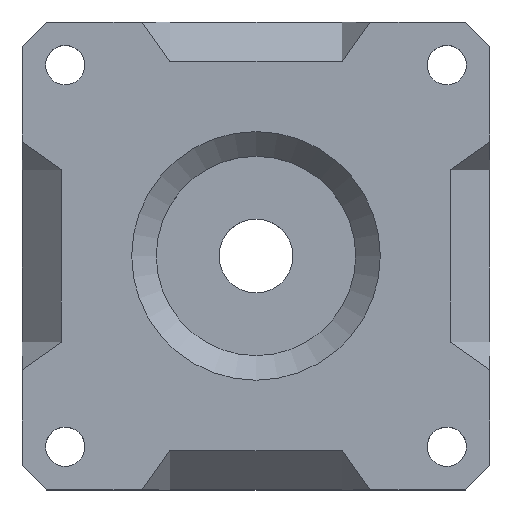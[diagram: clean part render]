
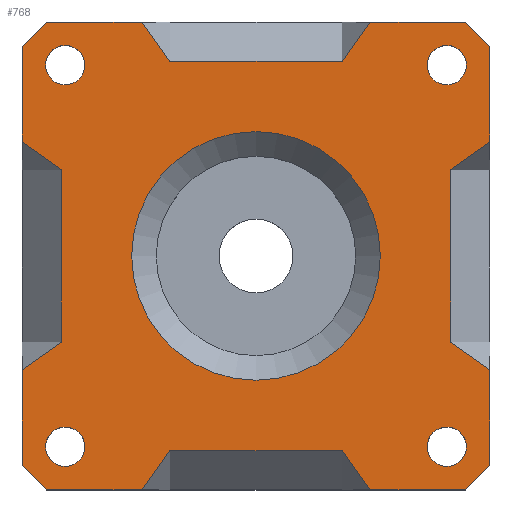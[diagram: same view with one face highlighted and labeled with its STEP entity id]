
A CAD part, top view. The second image highlights one B-rep face of the part: STEP entity #768.
In plain terms, the highlighted planar face has unit normal (0, 0, 1).
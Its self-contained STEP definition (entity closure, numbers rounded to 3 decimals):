
#26=FACE_BOUND('',#136,.T.);
#27=FACE_BOUND('',#137,.T.);
#28=FACE_BOUND('',#138,.T.);
#29=FACE_BOUND('',#139,.T.);
#30=FACE_BOUND('',#140,.T.);
#45=PLANE('',#842);
#87=FACE_OUTER_BOUND('',#135,.T.);
#135=EDGE_LOOP('',(#639,#640,#641,#642,#643,#644,#645,#646,#647,#648,#649,
#650,#651,#652,#653,#654,#655,#656,#657,#658,#659,#660,#661,#662));
#136=EDGE_LOOP('',(#663));
#137=EDGE_LOOP('',(#664));
#138=EDGE_LOOP('',(#665));
#139=EDGE_LOOP('',(#666));
#140=EDGE_LOOP('',(#667));
#195=LINE('',#1178,#283);
#198=LINE('',#1184,#286);
#202=LINE('',#1191,#290);
#204=LINE('',#1195,#292);
#206=LINE('',#1200,#294);
#210=LINE('',#1207,#298);
#212=LINE('',#1217,#300);
#213=LINE('',#1219,#301);
#214=LINE('',#1221,#302);
#215=LINE('',#1223,#303);
#216=LINE('',#1225,#304);
#217=LINE('',#1226,#305);
#218=LINE('',#1228,#306);
#219=LINE('',#1230,#307);
#220=LINE('',#1231,#308);
#221=LINE('',#1233,#309);
#222=LINE('',#1235,#310);
#223=LINE('',#1236,#311);
#224=LINE('',#1238,#312);
#225=LINE('',#1240,#313);
#226=LINE('',#1242,#314);
#227=LINE('',#1244,#315);
#228=LINE('',#1246,#316);
#229=LINE('',#1247,#317);
#283=VECTOR('',#969,10.);
#286=VECTOR('',#974,10.);
#290=VECTOR('',#978,10.);
#292=VECTOR('',#982,10.);
#294=VECTOR('',#986,10.);
#298=VECTOR('',#990,10.);
#300=VECTOR('',#1000,10.);
#301=VECTOR('',#1001,10.);
#302=VECTOR('',#1002,10.);
#303=VECTOR('',#1003,10.);
#304=VECTOR('',#1004,10.);
#305=VECTOR('',#1005,10.);
#306=VECTOR('',#1006,10.);
#307=VECTOR('',#1007,10.);
#308=VECTOR('',#1008,10.);
#309=VECTOR('',#1009,10.);
#310=VECTOR('',#1010,10.);
#311=VECTOR('',#1011,10.);
#312=VECTOR('',#1012,10.);
#313=VECTOR('',#1013,10.);
#314=VECTOR('',#1014,10.);
#315=VECTOR('',#1015,10.);
#316=VECTOR('',#1016,10.);
#317=VECTOR('',#1017,10.);
#342=CIRCLE('',#810,1.6);
#344=CIRCLE('',#814,1.6);
#346=CIRCLE('',#818,1.6);
#350=CIRCLE('',#826,1.6);
#351=CIRCLE('',#840,10.1);
#368=VERTEX_POINT('',#1107);
#370=VERTEX_POINT('',#1115);
#372=VERTEX_POINT('',#1123);
#376=VERTEX_POINT('',#1139);
#385=VERTEX_POINT('',#1175);
#386=VERTEX_POINT('',#1177);
#387=VERTEX_POINT('',#1181);
#388=VERTEX_POINT('',#1183);
#391=VERTEX_POINT('',#1189);
#392=VERTEX_POINT('',#1193);
#393=VERTEX_POINT('',#1197);
#394=VERTEX_POINT('',#1199);
#397=VERTEX_POINT('',#1205);
#398=VERTEX_POINT('',#1209);
#400=VERTEX_POINT('',#1215);
#401=VERTEX_POINT('',#1216);
#402=VERTEX_POINT('',#1218);
#403=VERTEX_POINT('',#1220);
#404=VERTEX_POINT('',#1222);
#405=VERTEX_POINT('',#1224);
#406=VERTEX_POINT('',#1227);
#407=VERTEX_POINT('',#1229);
#408=VERTEX_POINT('',#1232);
#409=VERTEX_POINT('',#1234);
#410=VERTEX_POINT('',#1237);
#411=VERTEX_POINT('',#1239);
#412=VERTEX_POINT('',#1241);
#413=VERTEX_POINT('',#1243);
#414=VERTEX_POINT('',#1245);
#435=EDGE_CURVE('',#368,#368,#342,.T.);
#439=EDGE_CURVE('',#370,#370,#344,.T.);
#443=EDGE_CURVE('',#372,#372,#346,.T.);
#451=EDGE_CURVE('',#376,#376,#350,.T.);
#470=EDGE_CURVE('',#385,#386,#195,.T.);
#473=EDGE_CURVE('',#388,#387,#198,.T.);
#477=EDGE_CURVE('',#385,#391,#202,.T.);
#479=EDGE_CURVE('',#392,#387,#204,.T.);
#481=EDGE_CURVE('',#394,#393,#206,.T.);
#485=EDGE_CURVE('',#392,#397,#210,.T.);
#486=EDGE_CURVE('',#398,#398,#351,.T.);
#489=EDGE_CURVE('',#400,#401,#212,.T.);
#490=EDGE_CURVE('',#400,#402,#213,.T.);
#491=EDGE_CURVE('',#402,#403,#214,.T.);
#492=EDGE_CURVE('',#403,#404,#215,.T.);
#493=EDGE_CURVE('',#404,#405,#216,.T.);
#494=EDGE_CURVE('',#405,#386,#217,.T.);
#495=EDGE_CURVE('',#391,#406,#218,.T.);
#496=EDGE_CURVE('',#406,#407,#219,.T.);
#497=EDGE_CURVE('',#407,#388,#220,.T.);
#498=EDGE_CURVE('',#397,#408,#221,.T.);
#499=EDGE_CURVE('',#408,#409,#222,.T.);
#500=EDGE_CURVE('',#409,#394,#223,.T.);
#501=EDGE_CURVE('',#410,#393,#224,.T.);
#502=EDGE_CURVE('',#410,#411,#225,.T.);
#503=EDGE_CURVE('',#411,#412,#226,.T.);
#504=EDGE_CURVE('',#412,#413,#227,.T.);
#505=EDGE_CURVE('',#413,#414,#228,.T.);
#506=EDGE_CURVE('',#414,#401,#229,.T.);
#639=ORIENTED_EDGE('',*,*,#489,.F.);
#640=ORIENTED_EDGE('',*,*,#490,.T.);
#641=ORIENTED_EDGE('',*,*,#491,.T.);
#642=ORIENTED_EDGE('',*,*,#492,.T.);
#643=ORIENTED_EDGE('',*,*,#493,.T.);
#644=ORIENTED_EDGE('',*,*,#494,.T.);
#645=ORIENTED_EDGE('',*,*,#470,.F.);
#646=ORIENTED_EDGE('',*,*,#477,.T.);
#647=ORIENTED_EDGE('',*,*,#495,.T.);
#648=ORIENTED_EDGE('',*,*,#496,.T.);
#649=ORIENTED_EDGE('',*,*,#497,.T.);
#650=ORIENTED_EDGE('',*,*,#473,.T.);
#651=ORIENTED_EDGE('',*,*,#479,.F.);
#652=ORIENTED_EDGE('',*,*,#485,.T.);
#653=ORIENTED_EDGE('',*,*,#498,.T.);
#654=ORIENTED_EDGE('',*,*,#499,.T.);
#655=ORIENTED_EDGE('',*,*,#500,.T.);
#656=ORIENTED_EDGE('',*,*,#481,.T.);
#657=ORIENTED_EDGE('',*,*,#501,.F.);
#658=ORIENTED_EDGE('',*,*,#502,.T.);
#659=ORIENTED_EDGE('',*,*,#503,.T.);
#660=ORIENTED_EDGE('',*,*,#504,.T.);
#661=ORIENTED_EDGE('',*,*,#505,.T.);
#662=ORIENTED_EDGE('',*,*,#506,.T.);
#663=ORIENTED_EDGE('',*,*,#451,.T.);
#664=ORIENTED_EDGE('',*,*,#439,.T.);
#665=ORIENTED_EDGE('',*,*,#435,.T.);
#666=ORIENTED_EDGE('',*,*,#443,.T.);
#667=ORIENTED_EDGE('',*,*,#486,.F.);
#768=ADVANCED_FACE('',(#87,#26,#27,#28,#29,#30),#45,.T.);
#810=AXIS2_PLACEMENT_3D('',#1108,#891,#892);
#814=AXIS2_PLACEMENT_3D('',#1116,#901,#902);
#818=AXIS2_PLACEMENT_3D('',#1124,#911,#912);
#826=AXIS2_PLACEMENT_3D('',#1140,#931,#932);
#840=AXIS2_PLACEMENT_3D('',#1210,#993,#994);
#842=AXIS2_PLACEMENT_3D('',#1214,#998,#999);
#891=DIRECTION('center_axis',(0.,0.,-1.));
#892=DIRECTION('ref_axis',(1.,0.,0.));
#901=DIRECTION('center_axis',(0.,0.,-1.));
#902=DIRECTION('ref_axis',(1.,0.,0.));
#911=DIRECTION('center_axis',(0.,0.,-1.));
#912=DIRECTION('ref_axis',(1.,0.,0.));
#931=DIRECTION('center_axis',(0.,0.,-1.));
#932=DIRECTION('ref_axis',(1.,0.,0.));
#969=DIRECTION('',(0.707,0.707,0.));
#974=DIRECTION('',(0.,-1.,0.));
#978=DIRECTION('',(0.,-1.,0.));
#982=DIRECTION('',(-0.707,0.707,0.));
#986=DIRECTION('',(1.,0.,0.));
#990=DIRECTION('',(1.,0.,0.));
#993=DIRECTION('center_axis',(0.,0.,1.));
#994=DIRECTION('ref_axis',(1.,0.,0.));
#998=DIRECTION('center_axis',(0.,0.,1.));
#999=DIRECTION('ref_axis',(1.,0.,0.));
#1000=DIRECTION('',(0.707,-0.707,0.));
#1001=DIRECTION('',(-1.,0.,0.));
#1002=DIRECTION('',(-0.577,-0.816,0.));
#1003=DIRECTION('',(-1.,0.,0.));
#1004=DIRECTION('',(-0.577,0.816,0.));
#1005=DIRECTION('',(-1.,0.,0.));
#1006=DIRECTION('',(0.816,-0.577,0.));
#1007=DIRECTION('',(0.,-1.,0.));
#1008=DIRECTION('',(-0.816,-0.577,0.));
#1009=DIRECTION('',(0.577,0.816,0.));
#1010=DIRECTION('',(1.,0.,0.));
#1011=DIRECTION('',(0.577,-0.816,0.));
#1012=DIRECTION('',(-0.707,-0.707,0.));
#1013=DIRECTION('',(0.,1.,0.));
#1014=DIRECTION('',(-0.816,0.577,0.));
#1015=DIRECTION('',(0.,1.,0.));
#1016=DIRECTION('',(0.816,0.577,0.));
#1017=DIRECTION('',(0.,1.,0.));
#1107=CARTESIAN_POINT('',(-17.1,15.5,9.));
#1108=CARTESIAN_POINT('Origin',(-15.5,15.5,9.));
#1115=CARTESIAN_POINT('',(13.9,15.5,9.));
#1116=CARTESIAN_POINT('Origin',(15.5,15.5,9.));
#1123=CARTESIAN_POINT('',(13.9,-15.5,9.));
#1124=CARTESIAN_POINT('Origin',(15.5,-15.5,9.));
#1139=CARTESIAN_POINT('',(-17.1,-15.5,9.));
#1140=CARTESIAN_POINT('Origin',(-15.5,-15.5,9.));
#1175=CARTESIAN_POINT('',(-19.,17.,9.));
#1177=CARTESIAN_POINT('',(-17.,19.,9.));
#1178=CARTESIAN_POINT('',(-18.,18.,9.));
#1181=CARTESIAN_POINT('',(-19.,-17.,9.));
#1183=CARTESIAN_POINT('',(-19.,-9.25,9.));
#1184=CARTESIAN_POINT('',(-19.,19.,9.));
#1189=CARTESIAN_POINT('',(-19.,9.25,9.));
#1191=CARTESIAN_POINT('',(-19.,19.,9.));
#1193=CARTESIAN_POINT('',(-17.,-19.,9.));
#1195=CARTESIAN_POINT('',(-18.,-18.,9.));
#1197=CARTESIAN_POINT('',(17.,-19.,9.));
#1199=CARTESIAN_POINT('',(9.25,-19.,9.));
#1200=CARTESIAN_POINT('',(-19.,-19.,9.));
#1205=CARTESIAN_POINT('',(-9.25,-19.,9.));
#1207=CARTESIAN_POINT('',(-19.,-19.,9.));
#1209=CARTESIAN_POINT('',(-10.1,0.,9.));
#1210=CARTESIAN_POINT('Origin',(0.,0.,9.));
#1214=CARTESIAN_POINT('Origin',(0.,0.,
9.));
#1215=CARTESIAN_POINT('',(17.,19.,9.));
#1216=CARTESIAN_POINT('',(19.,17.,9.));
#1217=CARTESIAN_POINT('',(18.,18.,9.));
#1218=CARTESIAN_POINT('',(9.25,19.,9.));
#1219=CARTESIAN_POINT('',(19.,19.,9.));
#1220=CARTESIAN_POINT('',(7.,15.818,9.));
#1221=CARTESIAN_POINT('',(3.385,10.706,9.));
#1222=CARTESIAN_POINT('',(-7.,15.818,9.));
#1223=CARTESIAN_POINT('',(3.5,15.818,9.));
#1224=CARTESIAN_POINT('',(-9.25,19.,9.));
#1225=CARTESIAN_POINT('',(-2.635,9.645,9.));
#1226=CARTESIAN_POINT('',(19.,19.,9.));
#1227=CARTESIAN_POINT('',(-15.818,7.,9.));
#1228=CARTESIAN_POINT('',(-10.706,3.385,9.));
#1229=CARTESIAN_POINT('',(-15.818,-7.,9.));
#1230=CARTESIAN_POINT('',(-15.818,3.5,9.));
#1231=CARTESIAN_POINT('',(-9.645,-2.635,9.));
#1232=CARTESIAN_POINT('',(-7.,-15.818,9.));
#1233=CARTESIAN_POINT('',(-3.385,-10.706,9.));
#1234=CARTESIAN_POINT('',(7.,-15.818,9.));
#1235=CARTESIAN_POINT('',(-3.5,-15.818,9.));
#1236=CARTESIAN_POINT('',(2.635,-9.645,9.));
#1237=CARTESIAN_POINT('',(19.,-17.,9.));
#1238=CARTESIAN_POINT('',(18.,-18.,9.));
#1239=CARTESIAN_POINT('',(19.,-9.25,9.));
#1240=CARTESIAN_POINT('',(19.,-19.,9.));
#1241=CARTESIAN_POINT('',(15.818,-7.,9.));
#1242=CARTESIAN_POINT('',(10.706,-3.385,9.));
#1243=CARTESIAN_POINT('',(15.818,7.,9.));
#1244=CARTESIAN_POINT('',(15.818,-3.5,9.));
#1245=CARTESIAN_POINT('',(19.,9.25,9.));
#1246=CARTESIAN_POINT('',(9.645,2.635,9.));
#1247=CARTESIAN_POINT('',(19.,-19.,9.));
